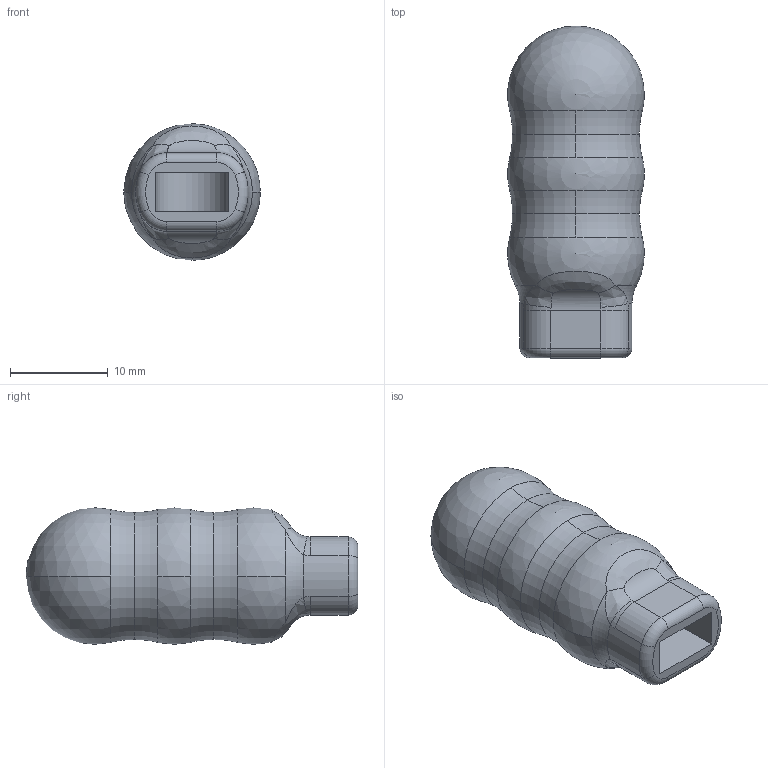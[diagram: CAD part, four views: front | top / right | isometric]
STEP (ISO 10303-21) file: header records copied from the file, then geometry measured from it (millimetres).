
FILE_DESCRIPTION (( 'STEP AP214' ), '1' );
FILE_NAME ('GH-GR-S01.STEP', '2023-02-21T06:34:17', ( '' ), ( '' ), 'SwSTEP 2.0', 'SolidWorks 2016', '' );
FILE_SCHEMA (( 'AUTOMOTIVE_DESIGN' ));
Length unit declared in the file: millimetre
Products named in the file (1): GH-GR-S01
Bounding box: 13.99 x 34 x 14 mm (x, y, z)
Volume: 3204.8 mm3; surface area: 2190 mm2
Topology: 1 solids, 1 shells, 50 faces, 133 edges, 80 vertices
Faces by surface type: torus 16, cylinder 11, bspline 10, plane 7, sphere 6
Entity records: 1924 total; most frequent: CARTESIAN_POINT 758, DIRECTION 254, ORIENTED_EDGE 236, EDGE_CURVE 118, AXIS2_PLACEMENT_3D 115, CIRCLE 74, VERTEX_POINT 71, EDGE_LOOP 51
